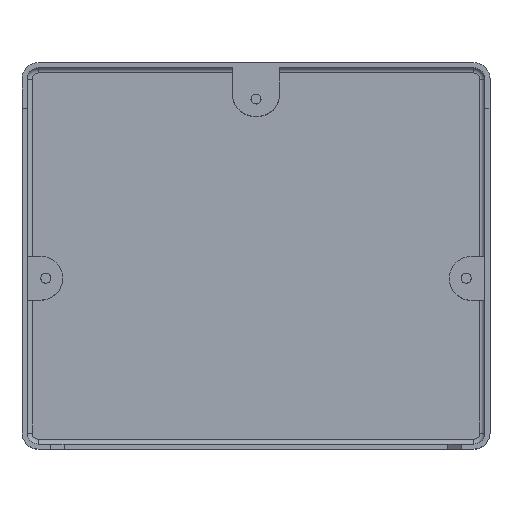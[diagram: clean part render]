
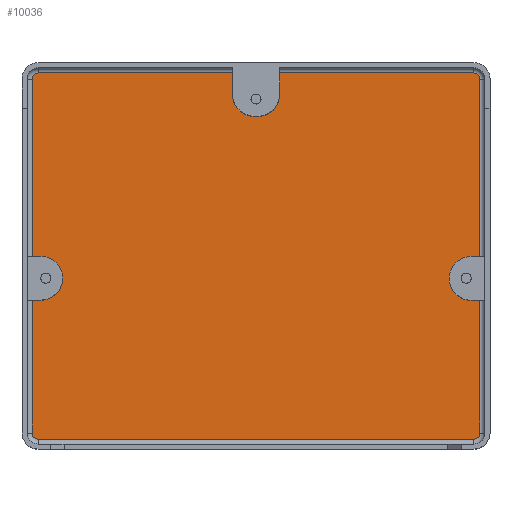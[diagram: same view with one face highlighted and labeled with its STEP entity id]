
A CAD part, top view. The second image highlights one B-rep face of the part: STEP entity #10036.
In plain terms, the highlighted planar face has unit normal (0, 0, 1).
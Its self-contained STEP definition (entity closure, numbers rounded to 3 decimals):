
#1483=LINE('',#15636,#2808);
#1484=LINE('',#15648,#2809);
#1485=LINE('',#15652,#2810);
#1487=LINE('',#15655,#2812);
#1489=LINE('',#15659,#2814);
#1490=LINE('',#15670,#2815);
#1492=LINE('',#15674,#2817);
#1493=LINE('',#15676,#2818);
#1494=LINE('',#15678,#2819);
#1495=LINE('',#15681,#2820);
#1496=LINE('',#15683,#2821);
#1497=LINE('',#15687,#2822);
#1498=LINE('',#15690,#2823);
#1499=LINE('',#15691,#2824);
#2808=VECTOR('',#12802,1.);
#2809=VECTOR('',#12817,1.);
#2810=VECTOR('',#12822,1.);
#2812=VECTOR('',#12826,10.);
#2814=VECTOR('',#12832,10.);
#2815=VECTOR('',#12845,1.);
#2817=VECTOR('',#12849,10.);
#2818=VECTOR('',#12850,10.);
#2819=VECTOR('',#12851,1.);
#2820=VECTOR('',#12854,1.);
#2821=VECTOR('',#12855,10.);
#2822=VECTOR('',#12858,10.);
#2823=VECTOR('',#12861,10.);
#2824=VECTOR('',#12862,1.);
#3307=FACE_OUTER_BOUND('',#3786,.T.);
#3786=EDGE_LOOP('',(#8123,#8124,#8125,#8126,#8127,#8128,#8129,#8130,#8131,
#8132,#8133,#8134,#8135,#8136,#8137,#8138,#8139,#8140,#8141,#8142,#8143,
#8144));
#4023=CIRCLE('',#10534,7.);
#4026=CIRCLE('',#10539,7.);
#4030=CIRCLE('',#10544,2.);
#4035=CIRCLE('',#10551,2.);
#4041=CIRCLE('',#10563,2.);
#4043=CIRCLE('',#10567,2.);
#4044=CIRCLE('',#10568,7.);
#4045=CIRCLE('',#10569,7.);
#4930=VERTEX_POINT('',#15602);
#4931=VERTEX_POINT('',#15604);
#4935=VERTEX_POINT('',#15615);
#4936=VERTEX_POINT('',#15617);
#4938=VERTEX_POINT('',#15622);
#4939=VERTEX_POINT('',#15625);
#4940=VERTEX_POINT('',#15629);
#4943=VERTEX_POINT('',#15634);
#4945=VERTEX_POINT('',#15640);
#4946=VERTEX_POINT('',#15644);
#4947=VERTEX_POINT('',#15646);
#4948=VERTEX_POINT('',#15650);
#4950=VERTEX_POINT('',#15663);
#4952=VERTEX_POINT('',#15668);
#4953=VERTEX_POINT('',#15673);
#4954=VERTEX_POINT('',#15675);
#4955=VERTEX_POINT('',#15677);
#4956=VERTEX_POINT('',#15679);
#4957=VERTEX_POINT('',#15682);
#4958=VERTEX_POINT('',#15684);
#4959=VERTEX_POINT('',#15686);
#4960=VERTEX_POINT('',#15688);
#6263=EDGE_CURVE('',#4930,#4931,#4023,.F.);
#6269=EDGE_CURVE('',#4935,#4936,#4026,.F.);
#6274=EDGE_CURVE('',#4938,#4939,#4030,.T.);
#6278=EDGE_CURVE('',#4940,#4943,#1483,.T.);
#6281=EDGE_CURVE('',#4943,#4945,#4035,.T.);
#6284=EDGE_CURVE('',#4946,#4947,#1484,.T.);
#6286=EDGE_CURVE('',#4939,#4948,#1485,.T.);
#6288=EDGE_CURVE('',#4948,#4931,#1487,.T.);
#6290=EDGE_CURVE('',#4930,#4946,#1489,.T.);
#6293=EDGE_CURVE('',#4947,#4950,#4041,.T.);
#6295=EDGE_CURVE('',#4950,#4952,#1490,.T.);
#6297=EDGE_CURVE('',#4953,#4936,#1492,.T.);
#6298=EDGE_CURVE('',#4935,#4954,#1493,.T.);
#6299=EDGE_CURVE('',#4954,#4955,#1494,.T.);
#6300=EDGE_CURVE('',#4955,#4956,#4043,.T.);
#6301=EDGE_CURVE('',#4956,#4938,#1495,.T.);
#6302=EDGE_CURVE('',#4952,#4957,#1496,.T.);
#6303=EDGE_CURVE('',#4958,#4957,#4044,.F.);
#6304=EDGE_CURVE('',#4958,#4959,#1497,.T.);
#6305=EDGE_CURVE('',#4960,#4959,#4045,.F.);
#6306=EDGE_CURVE('',#4960,#4940,#1498,.T.);
#6307=EDGE_CURVE('',#4945,#4953,#1499,.T.);
#8123=ORIENTED_EDGE('',*,*,#6297,.T.);
#8124=ORIENTED_EDGE('',*,*,#6269,.F.);
#8125=ORIENTED_EDGE('',*,*,#6298,.T.);
#8126=ORIENTED_EDGE('',*,*,#6299,.T.);
#8127=ORIENTED_EDGE('',*,*,#6300,.T.);
#8128=ORIENTED_EDGE('',*,*,#6301,.T.);
#8129=ORIENTED_EDGE('',*,*,#6274,.T.);
#8130=ORIENTED_EDGE('',*,*,#6286,.T.);
#8131=ORIENTED_EDGE('',*,*,#6288,.T.);
#8132=ORIENTED_EDGE('',*,*,#6263,.F.);
#8133=ORIENTED_EDGE('',*,*,#6290,.T.);
#8134=ORIENTED_EDGE('',*,*,#6284,.T.);
#8135=ORIENTED_EDGE('',*,*,#6293,.T.);
#8136=ORIENTED_EDGE('',*,*,#6295,.T.);
#8137=ORIENTED_EDGE('',*,*,#6302,.T.);
#8138=ORIENTED_EDGE('',*,*,#6303,.F.);
#8139=ORIENTED_EDGE('',*,*,#6304,.T.);
#8140=ORIENTED_EDGE('',*,*,#6305,.F.);
#8141=ORIENTED_EDGE('',*,*,#6306,.T.);
#8142=ORIENTED_EDGE('',*,*,#6278,.T.);
#8143=ORIENTED_EDGE('',*,*,#6281,.T.);
#8144=ORIENTED_EDGE('',*,*,#6307,.T.);
#9585=PLANE('',#10566);
#10036=ADVANCED_FACE('',(#3307),#9585,.T.);
#10534=AXIS2_PLACEMENT_3D('',#15605,#12769,#12770);
#10539=AXIS2_PLACEMENT_3D('',#15618,#12782,#12783);
#10544=AXIS2_PLACEMENT_3D('',#15627,#12793,#12794);
#10551=AXIS2_PLACEMENT_3D('',#15642,#12809,#12810);
#10563=AXIS2_PLACEMENT_3D('',#15665,#12839,#12840);
#10566=AXIS2_PLACEMENT_3D('',#15672,#12847,#12848);
#10567=AXIS2_PLACEMENT_3D('',#15680,#12852,#12853);
#10568=AXIS2_PLACEMENT_3D('',#15685,#12856,#12857);
#10569=AXIS2_PLACEMENT_3D('',#15689,#12859,#12860);
#12769=DIRECTION('center_axis',(0.,0.,-1.));
#12770=DIRECTION('ref_axis',(-0.707,0.707,0.));
#12782=DIRECTION('center_axis',(0.,0.,-1.));
#12783=DIRECTION('ref_axis',(0.707,-0.707,0.));
#12793=DIRECTION('center_axis',(0.,0.,1.));
#12794=DIRECTION('ref_axis',(0.,-1.,0.));
#12802=DIRECTION('',(-1.,0.,0.));
#12809=DIRECTION('center_axis',(0.,0.,1.));
#12810=DIRECTION('ref_axis',(0.,1.,0.));
#12817=DIRECTION('',(0.,1.,0.));
#12822=DIRECTION('',(0.,1.,0.));
#12826=DIRECTION('',(-1.,0.,0.));
#12832=DIRECTION('',(1.,0.,0.));
#12839=DIRECTION('center_axis',(0.,0.,1.));
#12840=DIRECTION('ref_axis',(1.,0.,0.));
#12845=DIRECTION('',(-1.,0.,0.));
#12847=DIRECTION('center_axis',(0.,0.,1.));
#12848=DIRECTION('ref_axis',(1.,0.,0.));
#12849=DIRECTION('',(1.,0.,0.));
#12850=DIRECTION('',(-1.,0.,0.));
#12851=DIRECTION('',(0.,-1.,0.));
#12852=DIRECTION('center_axis',(0.,0.,1.));
#12853=DIRECTION('ref_axis',(-1.,0.,0.));
#12854=DIRECTION('',(1.,0.,0.));
#12855=DIRECTION('',(0.,-1.,0.));
#12856=DIRECTION('center_axis',(0.,0.,-1.));
#12857=DIRECTION('ref_axis',(0.707,-0.707,0.));
#12858=DIRECTION('',(-1.,0.,0.));
#12859=DIRECTION('center_axis',(0.,0.,-1.));
#12860=DIRECTION('ref_axis',(-0.707,-0.707,0.));
#12861=DIRECTION('',(0.,1.,0.));
#12862=DIRECTION('',(0.,-1.,0.));
#15602=CARTESIAN_POINT('',(68.6,9.872,0.));
#15604=CARTESIAN_POINT('',(68.6,-4.128,0.));
#15605=CARTESIAN_POINT('Origin',(68.6,2.872,0.));
#15615=CARTESIAN_POINT('',(-68.6,-4.057,0.));
#15617=CARTESIAN_POINT('',(-68.6,9.943,0.));
#15618=CARTESIAN_POINT('Origin',(-68.6,2.943,0.));
#15622=CARTESIAN_POINT('',(69.4,-48.4,0.));
#15625=CARTESIAN_POINT('',(71.4,-46.4,0.));
#15627=CARTESIAN_POINT('Origin',(69.4,-46.4,0.));
#15629=CARTESIAN_POINT('',(-7.469,68.4,0.));
#15634=CARTESIAN_POINT('',(-69.4,68.4,0.));
#15636=CARTESIAN_POINT('',(69.4,68.4,0.));
#15640=CARTESIAN_POINT('',(-71.4,66.4,0.));
#15642=CARTESIAN_POINT('Origin',(-69.4,66.4,0.));
#15644=CARTESIAN_POINT('',(71.4,9.872,0.));
#15646=CARTESIAN_POINT('',(71.4,66.4,0.));
#15648=CARTESIAN_POINT('',(71.4,-46.4,0.));
#15650=CARTESIAN_POINT('',(71.4,-4.128,0.));
#15652=CARTESIAN_POINT('',(71.4,-46.4,0.));
#15655=CARTESIAN_POINT('',(37.3,-4.128,0.));
#15659=CARTESIAN_POINT('',(30.8,9.872,0.));
#15663=CARTESIAN_POINT('',(69.4,68.4,0.));
#15665=CARTESIAN_POINT('Origin',(69.4,66.4,0.));
#15668=CARTESIAN_POINT('',(7.5,68.4,0.));
#15670=CARTESIAN_POINT('',(69.4,68.4,0.));
#15672=CARTESIAN_POINT('Origin',(0.,20.,0.));
#15673=CARTESIAN_POINT('',(-71.4,9.943,0.));
#15674=CARTESIAN_POINT('',(-37.3,9.943,0.));
#15675=CARTESIAN_POINT('',(-71.4,-4.057,0.));
#15676=CARTESIAN_POINT('',(-30.8,-4.057,0.));
#15677=CARTESIAN_POINT('',(-71.4,-46.4,0.));
#15678=CARTESIAN_POINT('',(-71.4,66.4,0.));
#15679=CARTESIAN_POINT('',(-69.4,-48.4,0.));
#15680=CARTESIAN_POINT('Origin',(-69.4,-46.4,0.));
#15681=CARTESIAN_POINT('',(-69.4,-48.4,0.));
#15682=CARTESIAN_POINT('',(7.5,61.5,0.));
#15683=CARTESIAN_POINT('',(7.5,45.8,0.));
#15684=CARTESIAN_POINT('',(0.5,54.5,0.));
#15685=CARTESIAN_POINT('Origin',(0.5,61.5,0.));
#15686=CARTESIAN_POINT('',(-0.469,54.5,0.));
#15687=CARTESIAN_POINT('',(3.75,54.5,0.));
#15688=CARTESIAN_POINT('',(-7.469,61.5,0.));
#15689=CARTESIAN_POINT('Origin',(-0.469,61.5,0.));
#15690=CARTESIAN_POINT('',(-7.469,37.25,0.));
#15691=CARTESIAN_POINT('',(-71.4,66.4,0.));
